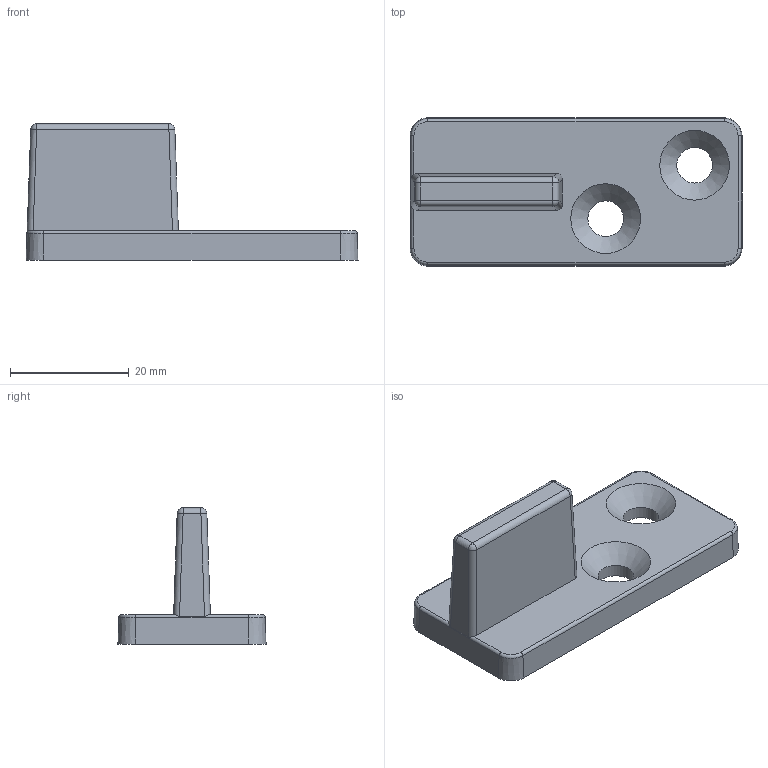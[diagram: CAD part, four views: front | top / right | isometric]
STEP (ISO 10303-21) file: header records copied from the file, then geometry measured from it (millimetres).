
FILE_DESCRIPTION(/* description */ (''),/* implementation_level */ '2;1');
FILE_NAME(/* name */ '1103R.stp',/* time_stamp */ '2019-05-23T16:04:15+02:00',/* author */ ('DBARI'),/* organization */ (''),/* preprocessor_version */ 'ST-DEVELOPER v17.2',/* originating_system */ 'Autodesk Inventor 2019',/* authorisation */ '');
FILE_SCHEMA (('AUTOMOTIVE_DESIGN { 1 0 10303 214 3 1 1 }'));
Length unit declared in the file: millimetre
Products named in the file (1): 1103R
Bounding box: 56 x 25 x 23 mm (x, y, z)
Volume: 8455.8 mm3; surface area: 4897.4 mm2
Topology: 1 solids, 1 shells, 44 faces, 107 edges, 62 vertices
Faces by surface type: plane 16, cylinder 14, cone 6, torus 4, sphere 4
Full cylindrical faces by diameter (mm): 6 x2
Entity records: 1371 total; most frequent: DIRECTION 235, CARTESIAN_POINT 232, ORIENTED_EDGE 206, EDGE_CURVE 103, AXIS2_PLACEMENT_3D 89, VERTEX_POINT 62, LINE 57, VECTOR 57
